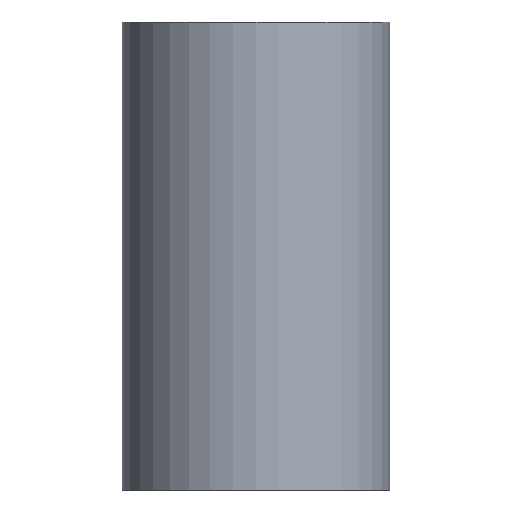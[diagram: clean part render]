
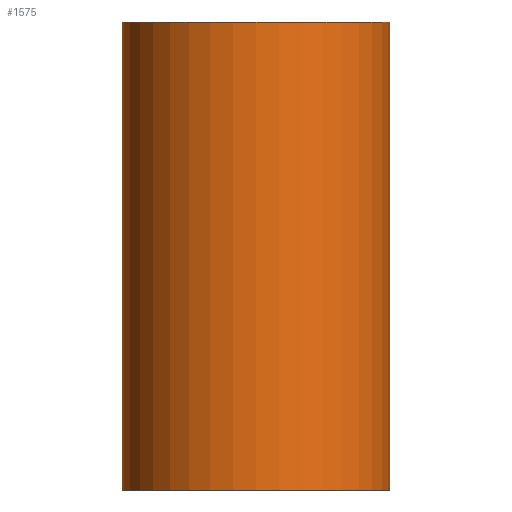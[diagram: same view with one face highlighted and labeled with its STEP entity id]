
A CAD part, front view. The second image highlights one B-rep face of the part: STEP entity #1575.
In plain terms, the highlighted cylindrical face has radius 19.75 mm (diameter 39.5 mm), a partial arc.
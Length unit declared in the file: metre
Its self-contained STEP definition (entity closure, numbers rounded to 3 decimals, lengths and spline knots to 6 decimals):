
#14 = LINE ( 'NONE', #3804, #5957 ) ;
#118 = VERTEX_POINT ( 'NONE', #2874 ) ;
#173 = DIRECTION ( 'NONE',  ( -1., 0., 0. ) ) ;
#314 = DIRECTION ( 'NONE',  ( 0., 0., 1. ) ) ;
#617 = EDGE_CURVE ( 'NONE', #1740, #959, #14, .T. ) ;
#959 = VERTEX_POINT ( 'NONE', #2237 ) ;
#1520 = AXIS2_PLACEMENT_3D ( 'NONE', #6947, #314, #5901 ) ;
#1575 = ADVANCED_FACE ( 'NONE', ( #3339 ), #4579, .T. ) ;
#1618 = DIRECTION ( 'NONE',  ( 0., 0., -1. ) ) ;
#1740 = VERTEX_POINT ( 'NONE', #5176 ) ;
#1999 = CIRCLE ( 'NONE', #4149, 0.01975 ) ;
#2160 = EDGE_CURVE ( 'NONE', #118, #1740, #3168, .T. ) ;
#2237 = CARTESIAN_POINT ( 'NONE',  ( 0.01975, 0., 0. ) ) ;
#2528 = ORIENTED_EDGE ( 'NONE', *, *, #617, .F. ) ;
#2531 = DIRECTION ( 'NONE',  ( 1., 0., 0. ) ) ;
#2604 = LINE ( 'NONE', #6838, #6616 ) ;
#2874 = CARTESIAN_POINT ( 'NONE',  ( -0.01975, 0., 0.069 ) ) ;
#3040 = CARTESIAN_POINT ( 'NONE',  ( 0., 0., 0.069 ) ) ;
#3168 = CIRCLE ( 'NONE', #1520, 0.01975 ) ;
#3315 = ORIENTED_EDGE ( 'NONE', *, *, #4600, .T. ) ;
#3339 = FACE_OUTER_BOUND ( 'NONE', #6136, .T. ) ;
#3379 = AXIS2_PLACEMENT_3D ( 'NONE', #3040, #6938, #173 ) ;
#3676 = CARTESIAN_POINT ( 'NONE',  ( 0., 0., 0. ) ) ;
#3804 = CARTESIAN_POINT ( 'NONE',  ( 0.01975, 0., 0.069 ) ) ;
#4133 = EDGE_CURVE ( 'NONE', #118, #5817, #2604, .T. ) ;
#4149 = AXIS2_PLACEMENT_3D ( 'NONE', #3676, #6991, #2531 ) ;
#4579 = CYLINDRICAL_SURFACE ( 'NONE', #3379, 0.01975 ) ;
#4600 = EDGE_CURVE ( 'NONE', #5817, #959, #1999, .T. ) ;
#5176 = CARTESIAN_POINT ( 'NONE',  ( 0.01975, 0., 0.069 ) ) ;
#5203 = DIRECTION ( 'NONE',  ( 0., 0., -1. ) ) ;
#5735 = CARTESIAN_POINT ( 'NONE',  ( -0.01975, 0., 0. ) ) ;
#5817 = VERTEX_POINT ( 'NONE', #5735 ) ;
#5901 = DIRECTION ( 'NONE',  ( 1., 0., 0. ) ) ;
#5957 = VECTOR ( 'NONE', #1618, 1. ) ;
#6136 = EDGE_LOOP ( 'NONE', ( #2528, #6894, #6300, #3315 ) ) ;
#6300 = ORIENTED_EDGE ( 'NONE', *, *, #4133, .T. ) ;
#6616 = VECTOR ( 'NONE', #5203, 1. ) ;
#6838 = CARTESIAN_POINT ( 'NONE',  ( -0.01975, 0., 0.069 ) ) ;
#6894 = ORIENTED_EDGE ( 'NONE', *, *, #2160, .F. ) ;
#6938 = DIRECTION ( 'NONE',  ( 0., 0., -1. ) ) ;
#6947 = CARTESIAN_POINT ( 'NONE',  ( 0., 0., 0.069 ) ) ;
#6991 = DIRECTION ( 'NONE',  ( 0., 0., 1. ) ) ;
